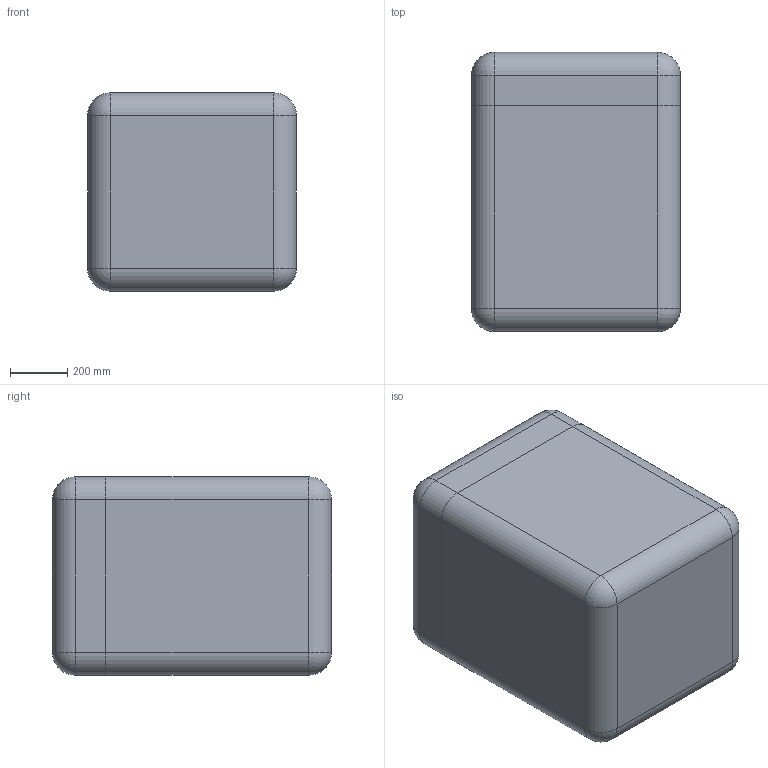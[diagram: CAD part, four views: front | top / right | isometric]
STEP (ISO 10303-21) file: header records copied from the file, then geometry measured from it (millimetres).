
FILE_DESCRIPTION (( 'STEP AP214' ), '1' );
FILE_NAME ('Êîíòåéíåð ÀÄÌÈÐÀË®ÏÐÎÔÅÑÑÈÎÍÀËÜÍÛÅ 077_óïðîùåííàÿ 3D-ìîäåëü.STEP', '2025-08-22T11:41:30', ( '' ), ( '' ), 'SwSTEP 2.0', 'SolidWorks 2021', '' );
FILE_SCHEMA (( 'AUTOMOTIVE_DESIGN' ));
Length unit declared in the file: millimetre
Products named in the file (3): Êîíòåéíåð ÀÄÌÈÐÀË®ÏÐÎÔÅÑÑÈÎÍÀËÜÍÛÅ 077_óïðîùåííàÿ 3D-ìîäåëü; Base_75(óïð); Lid 69(óïð)
Assembly tree (2 placements, depth 2):
  Êîíòåéíåð ÀÄÌÈÐÀË®ÏÐÎÔÅÑÑÈÎÍÀËÜÍÛÅ 077_óïðîùåííàÿ 3D-ìîäåëü
    Base_75(óïð)
    Lid 69(óïð)
Bounding box: 727.36 x 971.48 x 690.7 mm (x, y, z)
Volume: 169358226.6 mm3; surface area: 7432990.8 mm2
Topology: 2 solids, 2 shells, 1150 faces, 2832 edges, 1648 vertices
Faces by surface type: cylinder 488, bspline 260, plane 238, torus 120, cone 24, sphere 20
Entity records: 45912 total; most frequent: CARTESIAN_POINT 20321, ORIENTED_EDGE 5568, DIRECTION 5214, EDGE_CURVE 2784, AXIS2_PLACEMENT_3D 2051, VERTEX_POINT 1648, EDGE_LOOP 1164, CIRCLE 1156
